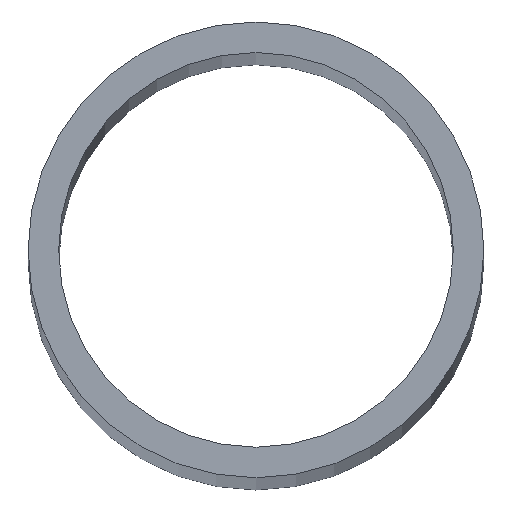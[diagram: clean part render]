
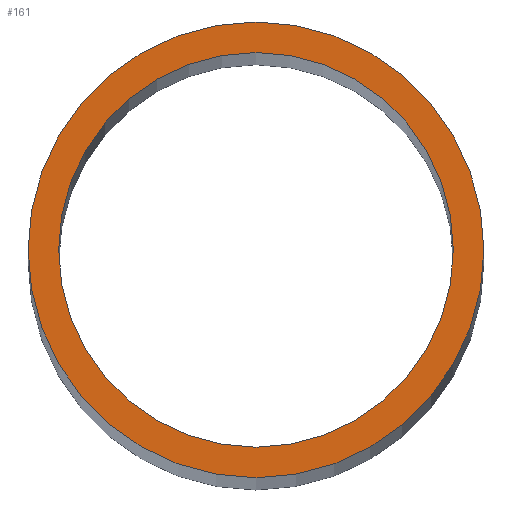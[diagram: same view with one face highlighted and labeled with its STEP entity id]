
A CAD part, top view. The second image highlights one B-rep face of the part: STEP entity #161.
In plain terms, the highlighted planar face has unit normal (0, 0, 1).
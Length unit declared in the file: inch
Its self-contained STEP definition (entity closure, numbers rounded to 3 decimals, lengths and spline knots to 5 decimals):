
#4 = EDGE_CURVE ( 'NONE', #59, #74, #197, .T. ) ;
#13 = ORIENTED_EDGE ( 'NONE', *, *, #143, .F. ) ;
#23 = DIRECTION ( 'NONE',  ( 0., 0., 1. ) ) ;
#36 = CIRCLE ( 'NONE', #93, 6.062 ) ;
#38 = DIRECTION ( 'NONE',  ( 0., 0., 1. ) ) ;
#55 = ORIENTED_EDGE ( 'NONE', *, *, #4, .T. ) ;
#58 = CIRCLE ( 'NONE', #206, 7. ) ;
#59 = VERTEX_POINT ( 'NONE', #103 ) ;
#63 = CARTESIAN_POINT ( 'NONE',  ( 0., 0., 216. ) ) ;
#74 = VERTEX_POINT ( 'NONE', #247 ) ;
#87 = DIRECTION ( 'NONE',  ( 1., 0., 0. ) ) ;
#89 = EDGE_CURVE ( 'NONE', #204, #134, #173, .T. ) ;
#90 = ORIENTED_EDGE ( 'NONE', *, *, #239, .T. ) ;
#91 = CARTESIAN_POINT ( 'NONE',  ( 0., 0., 216. ) ) ;
#92 = EDGE_LOOP ( 'NONE', ( #13, #205 ) ) ;
#93 = AXIS2_PLACEMENT_3D ( 'NONE', #63, #23, #140 ) ;
#97 = FACE_OUTER_BOUND ( 'NONE', #202, .T. ) ;
#103 = CARTESIAN_POINT ( 'NONE',  ( 7., 0., 216. ) ) ;
#106 = AXIS2_PLACEMENT_3D ( 'NONE', #142, #38, #222 ) ;
#118 = PLANE ( 'NONE',  #217 ) ;
#126 = DIRECTION ( 'NONE',  ( 0., 0., 1. ) ) ;
#130 = DIRECTION ( 'NONE',  ( 0., 0., 1. ) ) ;
#134 = VERTEX_POINT ( 'NONE', #194 ) ;
#140 = DIRECTION ( 'NONE',  ( 1., 0., 0. ) ) ;
#142 = CARTESIAN_POINT ( 'NONE',  ( 0., 0., 216. ) ) ;
#143 = EDGE_CURVE ( 'NONE', #134, #204, #36, .T. ) ;
#161 = ADVANCED_FACE ( 'NONE', ( #97, #181 ), #118, .T. ) ;
#163 = DIRECTION ( 'NONE',  ( 1., 0., 0. ) ) ;
#173 = CIRCLE ( 'NONE', #106, 6.062 ) ;
#181 = FACE_BOUND ( 'NONE', #92, .T. ) ;
#194 = CARTESIAN_POINT ( 'NONE',  ( -6.062, 0., 216. ) ) ;
#197 = CIRCLE ( 'NONE', #224, 7. ) ;
#202 = EDGE_LOOP ( 'NONE', ( #90, #55 ) ) ;
#203 = DIRECTION ( 'NONE',  ( 1., 0., 0. ) ) ;
#204 = VERTEX_POINT ( 'NONE', #213 ) ;
#205 = ORIENTED_EDGE ( 'NONE', *, *, #89, .F. ) ;
#206 = AXIS2_PLACEMENT_3D ( 'NONE', #223, #126, #163 ) ;
#212 = DIRECTION ( 'NONE',  ( 0., 0., 1. ) ) ;
#213 = CARTESIAN_POINT ( 'NONE',  ( 6.062, 0., 216. ) ) ;
#217 = AXIS2_PLACEMENT_3D ( 'NONE', #252, #212, #87 ) ;
#222 = DIRECTION ( 'NONE',  ( 1., 0., 0. ) ) ;
#223 = CARTESIAN_POINT ( 'NONE',  ( 0., 0., 216. ) ) ;
#224 = AXIS2_PLACEMENT_3D ( 'NONE', #91, #130, #203 ) ;
#239 = EDGE_CURVE ( 'NONE', #74, #59, #58, .T. ) ;
#247 = CARTESIAN_POINT ( 'NONE',  ( -7., 0., 216. ) ) ;
#252 = CARTESIAN_POINT ( 'NONE',  ( 0., 0., 216. ) ) ;
